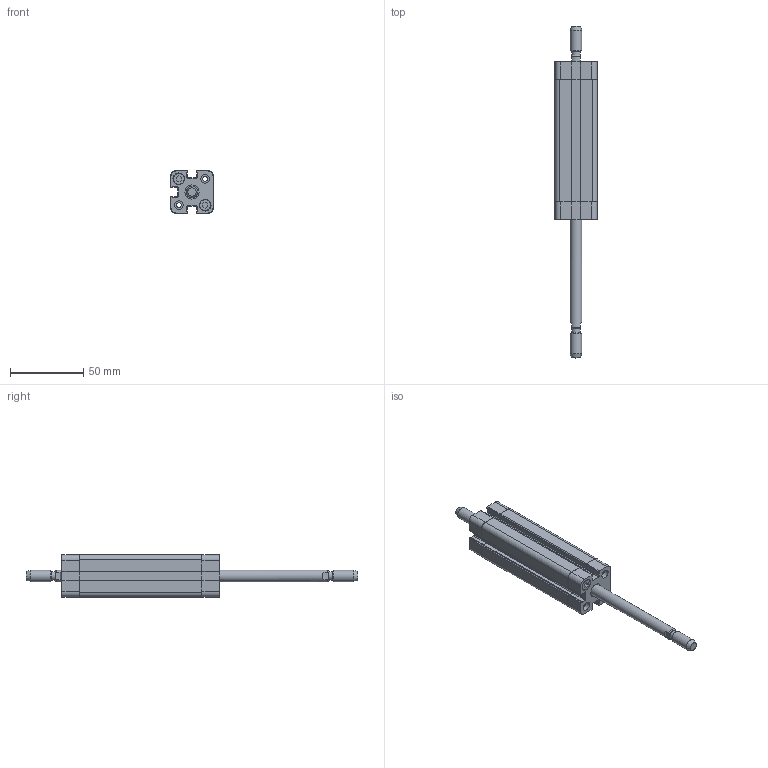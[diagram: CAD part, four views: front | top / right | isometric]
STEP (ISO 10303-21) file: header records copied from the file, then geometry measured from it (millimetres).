
FILE_DESCRIPTION((''),'2;1');
FILE_NAME('ADMP016.070.GS.M.stp','2011-08-25T10:05:38',('Administrator'),(''),'Autodesk Inventor 2012','Autodesk Inventor 2012','');
FILE_SCHEMA(('AUTOMOTIVE_DESIGN { 1 0 10303 214 1 1 1 1 }'));
Length unit declared in the file: millimetre
Products named in the file (1): ADMP016.070.GS.M
Bounding box: 29.05 x 227 x 29.05 mm (x, y, z)
Volume: 82385.5 mm3; surface area: 23482.7 mm2
Topology: 1 solids, 1 shells, 282 faces, 738 edges, 482 vertices
Faces by surface type: plane 166, cylinder 108, torus 4, cone 4
Full cylindrical faces by diameter (mm): 3.242 x2, 4.134 x2, 5.8 x2, 6 x4, 7.5 x4, 8 x8, 9.6 x2
Entity records: 8939 total; most frequent: CARTESIAN_POINT 1543, DIRECTION 1542, ORIENTED_EDGE 1416, EDGE_CURVE 708, AXIS2_PLACEMENT_3D 559, VERTEX_POINT 480, VECTOR 424, LINE 424
